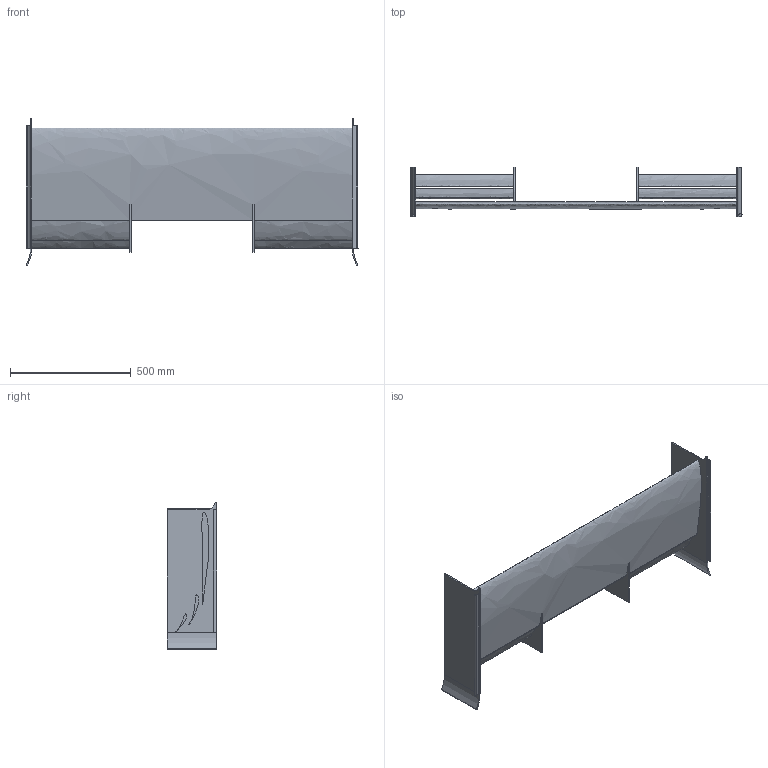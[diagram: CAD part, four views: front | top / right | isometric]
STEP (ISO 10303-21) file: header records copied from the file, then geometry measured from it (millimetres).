
FILE_DESCRIPTION (( 'STEP AP214' ), '1' );
FILE_NAME ('NFR_25_FrontWing_V3_6_3d_sim.STEP', '2024-11-08T18:30:48', ( '' ), ( '' ), 'SwSTEP 2.0', 'SolidWorks 2024', '' );
FILE_SCHEMA (( 'AUTOMOTIVE_DESIGN' ));
Length unit declared in the file: inch
Products named in the file (1): NFR_25_FrontWing_V3_6_3d_sim
Bounding box: 1374.18 x 204 x 607.21 mm (x, y, z)
Volume: 10863299.9 mm3; surface area: 2032832.6 mm2
Topology: 1 solids, 1 shells, 68 faces, 190 edges, 124 vertices
Faces by surface type: plane 36, cylinder 17, bspline 15
Entity records: 3897 total; most frequent: CARTESIAN_POINT 2216, ORIENTED_EDGE 380, DIRECTION 282, EDGE_CURVE 190, VERTEX_POINT 124, LINE 110, VECTOR 110, AXIS2_PLACEMENT_3D 86
